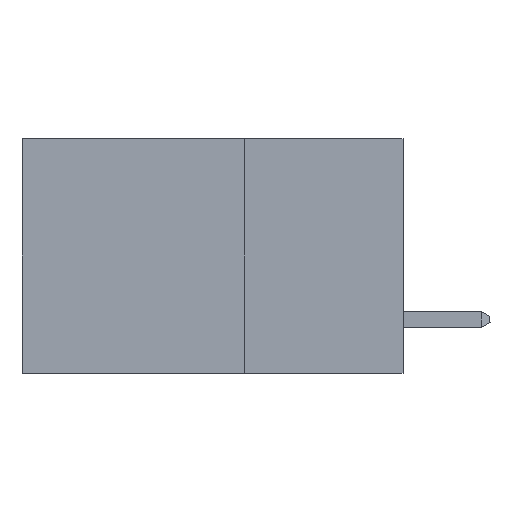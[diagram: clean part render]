
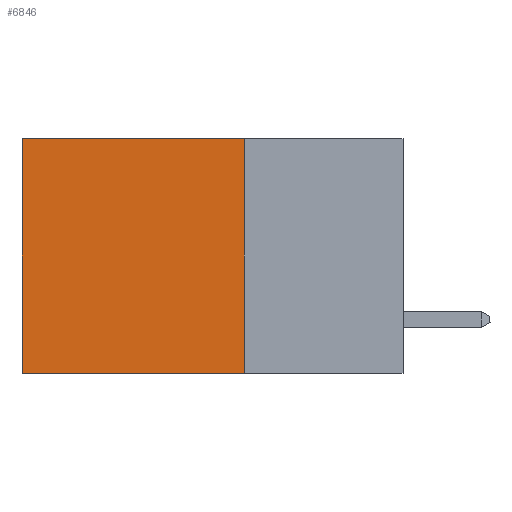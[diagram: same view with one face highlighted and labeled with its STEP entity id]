
A CAD part, left-side view. The second image highlights one B-rep face of the part: STEP entity #6846.
In plain terms, the highlighted planar face has unit normal (-1, 0, 0).
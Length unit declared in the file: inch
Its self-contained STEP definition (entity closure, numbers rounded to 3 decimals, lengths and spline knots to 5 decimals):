
#168 = LINE ( 'NONE', #11794, #3834 ) ;
#218 = DIRECTION ( 'NONE',  ( 0., 1., 0. ) ) ;
#1994 = EDGE_CURVE ( 'NONE', #36417, #3990, #23523, .T. ) ;
#2001 = CARTESIAN_POINT ( 'NONE',  ( 0.2875, 0.25, 0. ) ) ;
#3531 = ORIENTED_EDGE ( 'NONE', *, *, #1994, .F. ) ;
#3834 = VECTOR ( 'NONE', #218, 39.37008 ) ;
#3990 = VERTEX_POINT ( 'NONE', #30865 ) ;
#5617 = CARTESIAN_POINT ( 'NONE',  ( 0.2875, 0.25, 0. ) ) ;
#5627 = EDGE_CURVE ( 'NONE', #3990, #35400, #168, .T. ) ;
#6846 = ADVANCED_FACE ( 'NONE', ( #35745 ), #16947, .F. ) ;
#7671 = AXIS2_PLACEMENT_3D ( 'NONE', #2001, #37870, #26088 ) ;
#10064 = DIRECTION ( 'NONE',  ( 0., 1., 0. ) ) ;
#10355 = LINE ( 'NONE', #33731, #25252 ) ;
#11794 = CARTESIAN_POINT ( 'NONE',  ( 0.2875, 0.25, -0.37 ) ) ;
#12083 = CARTESIAN_POINT ( 'NONE',  ( 0.2875, 0.25, 0. ) ) ;
#12607 = LINE ( 'NONE', #26162, #25190 ) ;
#12935 = CARTESIAN_POINT ( 'NONE',  ( 0.2875, 0.6, -0.37 ) ) ;
#14324 = DIRECTION ( 'NONE',  ( 0., 0., -1. ) ) ;
#16258 = EDGE_CURVE ( 'NONE', #19484, #35400, #12607, .T. ) ;
#16947 = PLANE ( 'NONE',  #7671 ) ;
#18026 = ORIENTED_EDGE ( 'NONE', *, *, #5627, .F. ) ;
#19484 = VERTEX_POINT ( 'NONE', #32616 ) ;
#20443 = ORIENTED_EDGE ( 'NONE', *, *, #33576, .T. ) ;
#21698 = ORIENTED_EDGE ( 'NONE', *, *, #16258, .T. ) ;
#23523 = LINE ( 'NONE', #12083, #37886 ) ;
#25190 = VECTOR ( 'NONE', #14324, 39.37008 ) ;
#25252 = VECTOR ( 'NONE', #10064, 39.37008 ) ;
#26088 = DIRECTION ( 'NONE',  ( 0., 0., -1. ) ) ;
#26162 = CARTESIAN_POINT ( 'NONE',  ( 0.2875, 0.6, 0. ) ) ;
#29935 = DIRECTION ( 'NONE',  ( 0., 0., -1. ) ) ;
#30865 = CARTESIAN_POINT ( 'NONE',  ( 0.2875, 0.25, -0.37 ) ) ;
#32616 = CARTESIAN_POINT ( 'NONE',  ( 0.2875, 0.6, 0. ) ) ;
#33576 = EDGE_CURVE ( 'NONE', #36417, #19484, #10355, .T. ) ;
#33731 = CARTESIAN_POINT ( 'NONE',  ( 0.2875, 0.25, 0. ) ) ;
#35400 = VERTEX_POINT ( 'NONE', #12935 ) ;
#35745 = FACE_OUTER_BOUND ( 'NONE', #35911, .T. ) ;
#35911 = EDGE_LOOP ( 'NONE', ( #21698, #18026, #3531, #20443 ) ) ;
#36417 = VERTEX_POINT ( 'NONE', #5617 ) ;
#37870 = DIRECTION ( 'NONE',  ( 1., 0., 0. ) ) ;
#37886 = VECTOR ( 'NONE', #29935, 39.37008 ) ;
